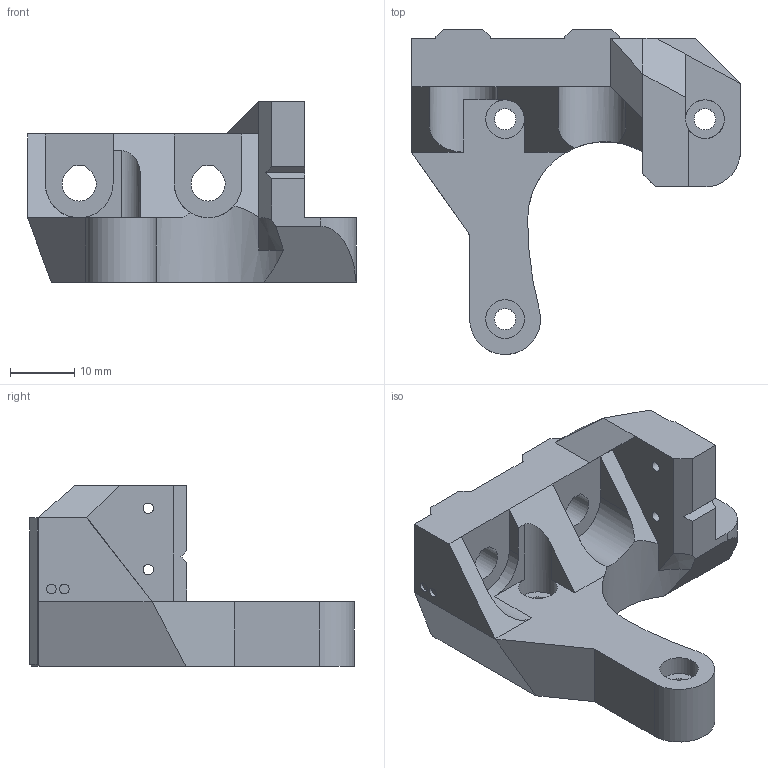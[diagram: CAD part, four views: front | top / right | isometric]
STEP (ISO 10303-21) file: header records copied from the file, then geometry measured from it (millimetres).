
FILE_DESCRIPTION(/* description */ (''),/* implementation_level */ '2;1');
FILE_NAME(/* name */ 'y_motor_mount.step',/* time_stamp */ '2018-02-18T18:46:02+01:00',/* author */ ('gregsaun'),/* organization */ (''),/* preprocessor_version */ 'ST-DEVELOPER v16.13',/* originating_system */ 'Autodesk Translation Framework v6.5.0.72',/* authorisation */ '');
FILE_SCHEMA (('AUTOMOTIVE_DESIGN { 1 0 10303 214 3 1 1 }'));
Length unit declared in the file: millimetre
Products named in the file (1): y_motor_mount
Bounding box: 51 x 50.4 x 28 mm (x, y, z)
Volume: 19039.7 mm3; surface area: 7280.9 mm2
Topology: 1 solids, 14 shells, 173 faces, 403 edges, 261 vertices
Faces by surface type: plane 152, cylinder 18, cone 3
Full cylindrical faces by diameter (mm): 1.5 x2, 1.6 x2, 3.3 x3, 6 x3
Entity records: 4887 total; most frequent: CARTESIAN_POINT 860, ORIENTED_EDGE 806, DIRECTION 793, EDGE_CURVE 403, LINE 347, VECTOR 347, VERTEX_POINT 261, AXIS2_PLACEMENT_3D 223
